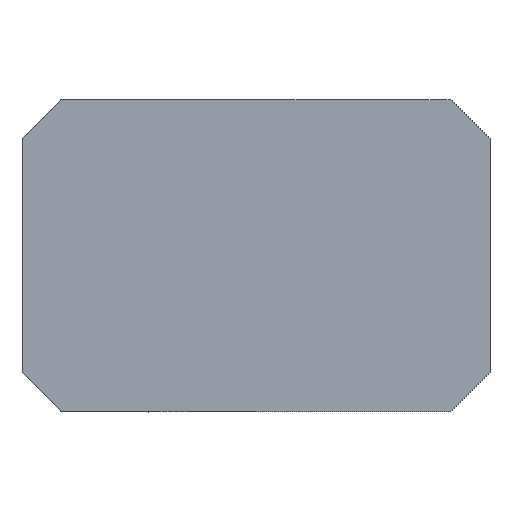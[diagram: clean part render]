
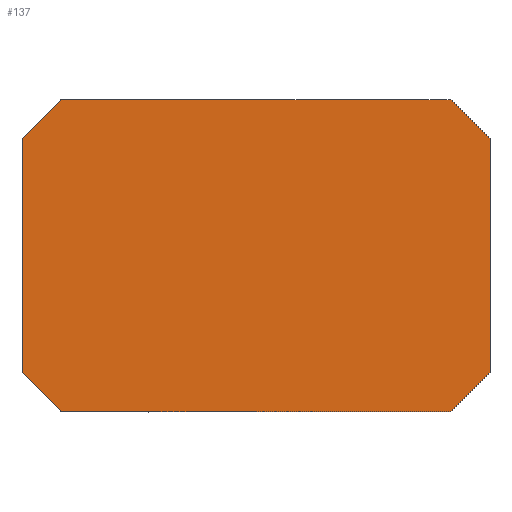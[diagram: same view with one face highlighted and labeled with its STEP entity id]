
A CAD part, front view. The second image highlights one B-rep face of the part: STEP entity #137.
In plain terms, the highlighted planar face has unit normal (0, -1, 0).
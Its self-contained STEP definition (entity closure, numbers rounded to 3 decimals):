
#111=EDGE_CURVE('',#133,#237,#285,.T.);
#127=EDGE_CURVE('',#151,#133,#304,.T.);
#133=VERTEX_POINT('',#310);
#137=ADVANCED_FACE('',(#314),#315,.T.);
#145=EDGE_CURVE('',#171,#151,#323,.T.);
#151=VERTEX_POINT('',#329);
#163=EDGE_CURVE('',#203,#171,#344,.T.);
#171=VERTEX_POINT('',#352);
#191=VERTEX_POINT('',#375);
#199=EDGE_CURVE('',#207,#203,#385,.T.);
#203=VERTEX_POINT('',#390);
#207=VERTEX_POINT('',#394);
#213=VERTEX_POINT('',#400);
#219=EDGE_CURVE('',#237,#213,#406,.T.);
#223=EDGE_CURVE('',#213,#191,#410,.T.);
#233=EDGE_CURVE('',#191,#207,#421,.T.);
#237=VERTEX_POINT('',#425);
#285=LINE('',#471,#472);
#304=LINE('',#499,#500);
#310=CARTESIAN_POINT('',(-6.0,-10.,7.0));
#314=FACE_OUTER_BOUND('',#510,.T.);
#315=PLANE('',#511);
#323=LINE('',#523,#524);
#329=CARTESIAN_POINT('',(-6.0,-10.,1.0));
#344=LINE('',#550,#551);
#352=CARTESIAN_POINT('',(-5.0,-10.,0.0));
#375=CARTESIAN_POINT('',(6.0,-10.,7.0));
#385=LINE('',#606,#607);
#390=CARTESIAN_POINT('',(5.0,-10.,0.0));
#394=CARTESIAN_POINT('',(6.0,-10.,1.0));
#400=CARTESIAN_POINT('',(5.0,-10.,8.0));
#406=LINE('',#635,#636);
#410=LINE('',#643,#644);
#421=LINE('',#660,#661);
#425=CARTESIAN_POINT('',(-5.0,-10.,8.0));
#471=CARTESIAN_POINT('',(-5.0,-10.,8.0));
#472=VECTOR('',#705,1.0);
#499=CARTESIAN_POINT('',(-6.0,-10.,7.0));
#500=VECTOR('',#737,1.0);
#510=EDGE_LOOP('',(#739,#740,#741,#742,#743,#744,#745,#746));
#511=AXIS2_PLACEMENT_3D('',#747,#748,#749);
#523=CARTESIAN_POINT('',(-6.0,-10.,1.0));
#524=VECTOR('',#754,1.0);
#550=CARTESIAN_POINT('',(-5.0,-10.,0.0));
#551=VECTOR('',#781,1.0);
#606=CARTESIAN_POINT('',(5.0,-10.,0.0));
#607=VECTOR('',#817,1.0);
#635=CARTESIAN_POINT('',(5.0,-10.,8.0));
#636=VECTOR('',#835,1.0);
#643=CARTESIAN_POINT('',(6.0,-10.,7.0));
#644=VECTOR('',#837,1.0);
#660=CARTESIAN_POINT('',(6.0,-10.,1.0));
#661=VECTOR('',#848,1.0);
#705=DIRECTION('',(0.707,0.,0.707));
#737=DIRECTION('',(0.0,0.,1.0));
#739=ORIENTED_EDGE('',*,*,#199,.F.);
#740=ORIENTED_EDGE('',*,*,#233,.F.);
#741=ORIENTED_EDGE('',*,*,#223,.F.);
#742=ORIENTED_EDGE('',*,*,#219,.F.);
#743=ORIENTED_EDGE('',*,*,#111,.F.);
#744=ORIENTED_EDGE('',*,*,#127,.F.);
#745=ORIENTED_EDGE('',*,*,#145,.F.);
#746=ORIENTED_EDGE('',*,*,#163,.F.);
#747=CARTESIAN_POINT('',(0.,-10.,4.));
#748=DIRECTION('',(0.0,-1.0,0.));
#749=DIRECTION('',(1.0,0.0,0.0));
#754=DIRECTION('',(-0.707,0.,0.707));
#781=DIRECTION('',(-1.0,0.0,0.0));
#817=DIRECTION('',(-0.707,0.,-0.707));
#835=DIRECTION('',(1.0,0.0,0.0));
#837=DIRECTION('',(0.707,0.,-0.707));
#848=DIRECTION('',(0.0,0.,-1.0));
